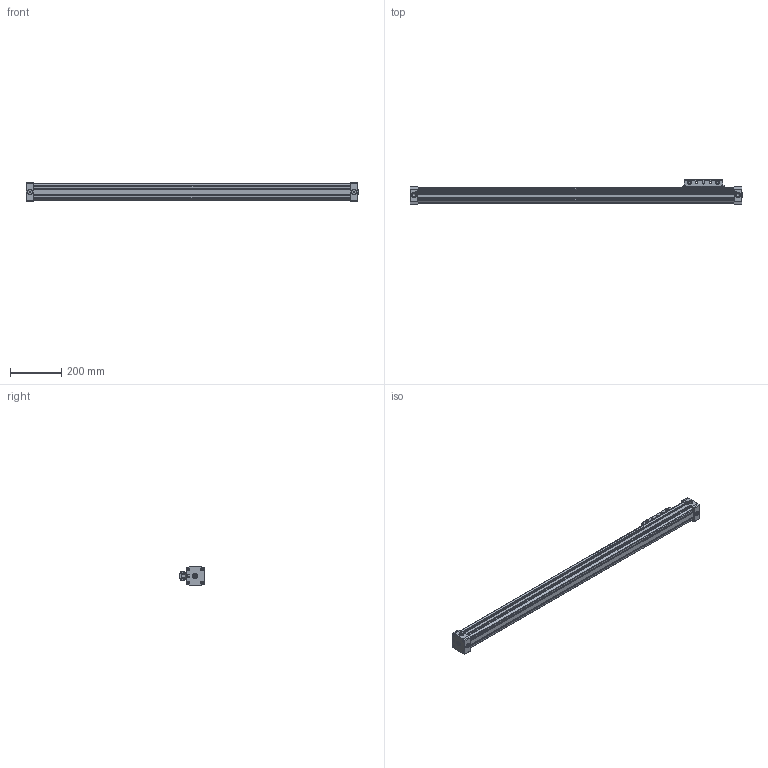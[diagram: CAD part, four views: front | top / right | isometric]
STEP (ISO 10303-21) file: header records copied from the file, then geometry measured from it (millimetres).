
FILE_DESCRIPTION (( 'STEP AP203' ), '1' );
FILE_NAME ('L40M1000MD-MC.step', '2019-11-14T13:14:04', ( '' ), ( '' ), 'SwSTEP 2.0', 'SolidWorks 2019', '' );
FILE_SCHEMA (( 'CONFIG_CONTROL_DESIGN' ));
Length unit declared in the file: inch
Products named in the file (3): L40M1000MD-MC; L40M1000MD-MC_BODY; L40M1000MD-MC_PISTON
Assembly tree (2 placements, depth 2):
  L40M1000MD-MC
    L40M1000MD-MC_BODY
    L40M1000MD-MC_PISTON
Bounding box: 1301.57 x 97.79 x 72 mm (x, y, z)
Volume: 3257551.1 mm3; surface area: 686832.3 mm2
Topology: 13 solids, 13 shells, 821 faces, 2132 edges, 1370 vertices
Faces by surface type: plane 451, cylinder 278, cone 76, bspline 16
Entity records: 25556 total; most frequent: CARTESIAN_POINT 4843, DIRECTION 4294, ORIENTED_EDGE 4200, EDGE_CURVE 2100, AXIS2_PLACEMENT_3D 1432, LINE 1430, VECTOR 1430, VERTEX_POINT 1370
